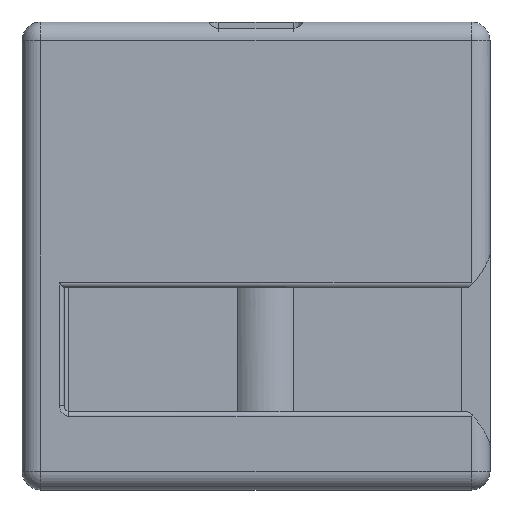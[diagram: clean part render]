
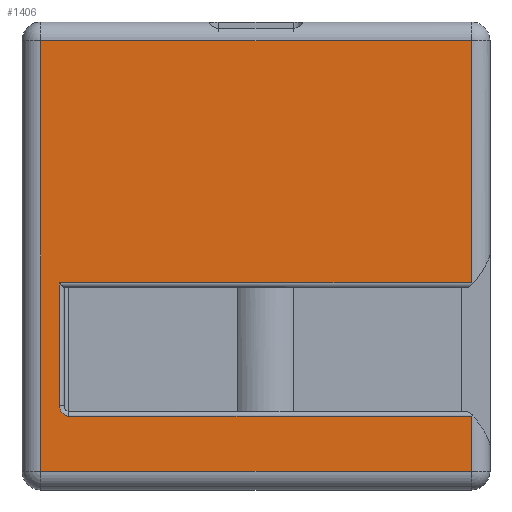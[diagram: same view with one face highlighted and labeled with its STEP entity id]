
A CAD part, front view. The second image highlights one B-rep face of the part: STEP entity #1406.
In plain terms, the highlighted planar face has unit normal (0, -1, 0).
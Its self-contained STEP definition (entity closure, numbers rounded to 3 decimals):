
#115 = LINE ( 'NONE', #4959, #11271 ) ;
#192 = EDGE_LOOP ( 'NONE', ( #2890, #719, #7016, #6986, #3422, #10793, #4485, #7071, #5826 ) ) ;
#479 = EDGE_CURVE ( 'NONE', #8236, #8362, #3519, .T. ) ;
#692 = VECTOR ( 'NONE', #1620, 1000. ) ;
#719 = ORIENTED_EDGE ( 'NONE', *, *, #6570, .T. ) ;
#928 = EDGE_CURVE ( 'NONE', #1056, #6472, #10092, .T. ) ;
#1056 = VERTEX_POINT ( 'NONE', #2215 ) ;
#1406 = ADVANCED_FACE ( 'NONE', ( #11535 ), #9495, .T. ) ;
#1620 = DIRECTION ( 'NONE',  ( 1., 0., 0. ) ) ;
#1747 = VECTOR ( 'NONE', #6003, 1000. ) ;
#1791 = CARTESIAN_POINT ( 'NONE',  ( 4.6, -2.875, -10. ) ) ;
#1934 = CARTESIAN_POINT ( 'NONE',  ( -5., -2.875, -10. ) ) ;
#2215 = CARTESIAN_POINT ( 'NONE',  ( -4.2, -2.875, -5.577 ) ) ;
#2790 = CARTESIAN_POINT ( 'NONE',  ( -4.2, -2.875, -8.192 ) ) ;
#2795 = LINE ( 'NONE', #9171, #5004 ) ;
#2890 = ORIENTED_EDGE ( 'NONE', *, *, #479, .T. ) ;
#2912 = EDGE_CURVE ( 'NONE', #5277, #7454, #9060, .T. ) ;
#2921 = EDGE_CURVE ( 'NONE', #9691, #8236, #10256, .T. ) ;
#3250 = CARTESIAN_POINT ( 'NONE',  ( -4.6, -2.875, -0.4 ) ) ;
#3422 = ORIENTED_EDGE ( 'NONE', *, *, #928, .T. ) ;
#3519 = LINE ( 'NONE', #1791, #3819 ) ;
#3819 = VECTOR ( 'NONE', #8645, 1000. ) ;
#4116 = DIRECTION ( 'NONE',  ( -1., 0., 0. ) ) ;
#4469 = VECTOR ( 'NONE', #7958, 1000. ) ;
#4485 = ORIENTED_EDGE ( 'NONE', *, *, #8504, .T. ) ;
#4959 = CARTESIAN_POINT ( 'NONE',  ( -4.2, -2.875, -10. ) ) ;
#5004 = VECTOR ( 'NONE', #9948, 1000. ) ;
#5277 = VERTEX_POINT ( 'NONE', #9930 ) ;
#5496 = LINE ( 'NONE', #9791, #4469 ) ;
#5603 = CARTESIAN_POINT ( 'NONE',  ( -4.2, -2.875, -8.328 ) ) ;
#5658 = LINE ( 'NONE', #7852, #7894 ) ;
#5757 = CARTESIAN_POINT ( 'NONE',  ( -4., -2.875, -8.423 ) ) ;
#5826 = ORIENTED_EDGE ( 'NONE', *, *, #2921, .T. ) ;
#5974 = EDGE_CURVE ( 'NONE', #6472, #7191, #5496, .T. ) ;
#6003 = DIRECTION ( 'NONE',  ( -1., 0., 0. ) ) ;
#6472 = VERTEX_POINT ( 'NONE', #6833 ) ;
#6570 = EDGE_CURVE ( 'NONE', #8362, #7454, #5658, .T. ) ;
#6625 = DIRECTION ( 'NONE',  ( 1., 0., 0. ) ) ;
#6833 = CARTESIAN_POINT ( 'NONE',  ( 4.6, -2.875, -5.577 ) ) ;
#6986 = ORIENTED_EDGE ( 'NONE', *, *, #8202, .T. ) ;
#7016 = ORIENTED_EDGE ( 'NONE', *, *, #2912, .F. ) ;
#7071 = ORIENTED_EDGE ( 'NONE', *, *, #8646, .T. ) ;
#7191 = VERTEX_POINT ( 'NONE', #9017 ) ;
#7454 = VERTEX_POINT ( 'NONE', #5757 ) ;
#7852 = CARTESIAN_POINT ( 'NONE',  ( -4.1, -2.875, -8.423 ) ) ;
#7894 = VECTOR ( 'NONE', #4116, 1000. ) ;
#7958 = DIRECTION ( 'NONE',  ( 0., 0., 1. ) ) ;
#8202 = EDGE_CURVE ( 'NONE', #5277, #1056, #115, .T. ) ;
#8236 = VERTEX_POINT ( 'NONE', #11757 ) ;
#8267 = CARTESIAN_POINT ( 'NONE',  ( -4.6, -2.875, -9.6 ) ) ;
#8362 = VERTEX_POINT ( 'NONE', #11096 ) ;
#8504 = EDGE_CURVE ( 'NONE', #7191, #11021, #8922, .T. ) ;
#8516 = CARTESIAN_POINT ( 'NONE',  ( -4.117, -2.875, -8.423 ) ) ;
#8645 = DIRECTION ( 'NONE',  ( 0., 0., 1. ) ) ;
#8646 = EDGE_CURVE ( 'NONE', #11021, #9691, #2795, .T. ) ;
#8922 = LINE ( 'NONE', #9755, #1747 ) ;
#9017 = CARTESIAN_POINT ( 'NONE',  ( 4.6, -2.875, -0.4 ) ) ;
#9060 =( BOUNDED_CURVE ( )  B_SPLINE_CURVE ( 3, ( #2790, #5603, #8516, #9391 ),
 .UNSPECIFIED., .F., .F. ) 
 B_SPLINE_CURVE_WITH_KNOTS ( ( 4, 4 ),
 ( 4.712, 6.283 ),
 .UNSPECIFIED. ) 
 CURVE ( )  GEOMETRIC_REPRESENTATION_ITEM ( )  RATIONAL_B_SPLINE_CURVE ( ( 1., 0.805, 0.805, 1. ) ) 
 REPRESENTATION_ITEM ( '' )  );
#9171 = CARTESIAN_POINT ( 'NONE',  ( -4.6, -2.875, -10. ) ) ;
#9391 = CARTESIAN_POINT ( 'NONE',  ( -4., -2.875, -8.423 ) ) ;
#9480 = DIRECTION ( 'NONE',  ( 1., 0., 0. ) ) ;
#9495 = PLANE ( 'NONE',  #11614 ) ;
#9691 = VERTEX_POINT ( 'NONE', #8267 ) ;
#9755 = CARTESIAN_POINT ( 'NONE',  ( -5., -2.875, -0.4 ) ) ;
#9791 = CARTESIAN_POINT ( 'NONE',  ( 4.6, -2.875, -10. ) ) ;
#9930 = CARTESIAN_POINT ( 'NONE',  ( -4.2, -2.875, -8.192 ) ) ;
#9948 = DIRECTION ( 'NONE',  ( 0., 0., -1. ) ) ;
#10092 = LINE ( 'NONE', #10943, #692 ) ;
#10256 = LINE ( 'NONE', #11267, #11128 ) ;
#10743 = DIRECTION ( 'NONE',  ( 0., 0., 1. ) ) ;
#10793 = ORIENTED_EDGE ( 'NONE', *, *, #5974, .T. ) ;
#10943 = CARTESIAN_POINT ( 'NONE',  ( 4.5, -2.875, -5.577 ) ) ;
#11021 = VERTEX_POINT ( 'NONE', #3250 ) ;
#11096 = CARTESIAN_POINT ( 'NONE',  ( 4.6, -2.875, -8.423 ) ) ;
#11128 = VECTOR ( 'NONE', #9480, 1000. ) ;
#11267 = CARTESIAN_POINT ( 'NONE',  ( 5., -2.875, -9.6 ) ) ;
#11271 = VECTOR ( 'NONE', #10743, 1000. ) ;
#11374 = DIRECTION ( 'NONE',  ( 0., -1., 0. ) ) ;
#11535 = FACE_OUTER_BOUND ( 'NONE', #192, .T. ) ;
#11614 = AXIS2_PLACEMENT_3D ( 'NONE', #1934, #11374, #6625 ) ;
#11757 = CARTESIAN_POINT ( 'NONE',  ( 4.6, -2.875, -9.6 ) ) ;
